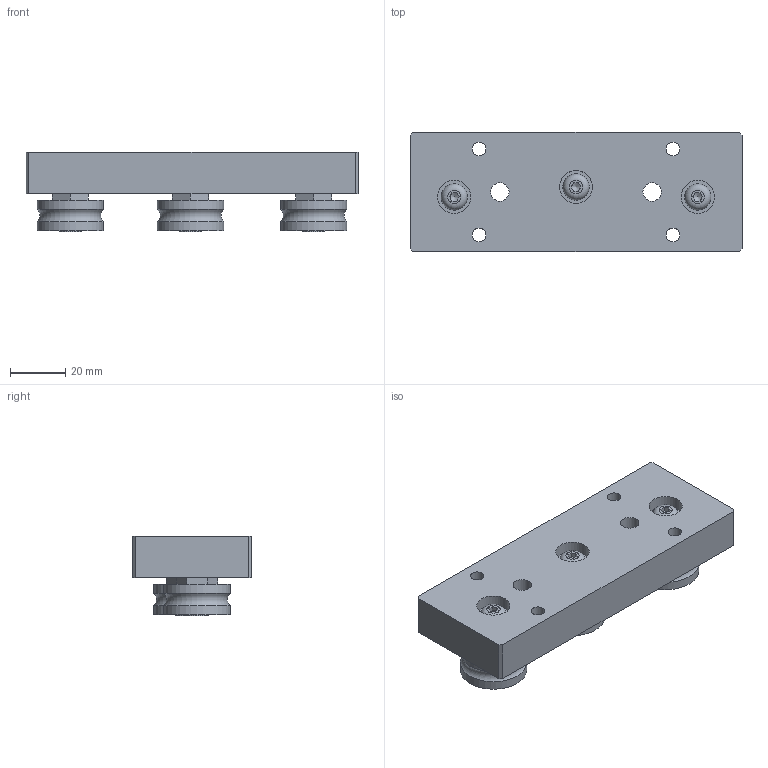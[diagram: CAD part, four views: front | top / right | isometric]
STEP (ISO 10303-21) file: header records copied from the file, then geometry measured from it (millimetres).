
FILE_DESCRIPTION(/* description */ ('CARRELLO IL43 3 ROT. L=120'),/* implementation_level */ '2;1');
FILE_NAME(/* name */ 'GCARO0000036.stp',/* time_stamp */ '2022-07-28T14:42:32+02:00',/* author */ ('tecnico3.vi'),/* organization */ (''),/* preprocessor_version */ 'ST-DEVELOPER v18.1',/* originating_system */ 'Autodesk Inventor 2022',/* authorisation */ '');
FILE_SCHEMA (('AUTOMOTIVE_DESIGN { 1 0 10303 214 3 1 1 }'));
Length unit declared in the file: millimetre
Products named in the file (10): GCARO0000036; DM70CT0013-A; DM23.524.01E; DM70PRR0006-A; 80RT00002; DM80VI0042-A; CROPI0000020; DM23.524.01C; 959540003593; 959540003594
Assembly tree (14 placements, depth 3):
  GCARO0000036
    DM70CT0013-A
    DM23.524.01C  x2
      959540003593
      959540003594
    DM23.524.01E
      DM70PRR0006-A
      80RT00002
    DM80VI0042-A  x3
    CROPI0000020  x3
Bounding box: 120 x 43 x 28.9 mm (x, y, z)
Volume: 88420.7 mm3; surface area: 28371.9 mm2
Topology: 13 solids, 13 shells, 172 faces, 360 edges, 238 vertices
Faces by surface type: plane 94, cylinder 57, cone 12, torus 9
Full cylindrical faces by diameter (mm): 4.134 x3, 4.917 x4, 5 x3, 6.2 x3, 6.4 x3, 6.647 x2, 8 x12, 9.5 x3, 12 x12, 19 x6, 24 x6
Entity records: 3263 total; most frequent: DIRECTION 552, CARTESIAN_POINT 499, ORIENTED_EDGE 426, AXIS2_PLACEMENT_3D 218, EDGE_CURVE 213, EDGE_LOOP 149, VERTEX_POINT 144, LINE 116
